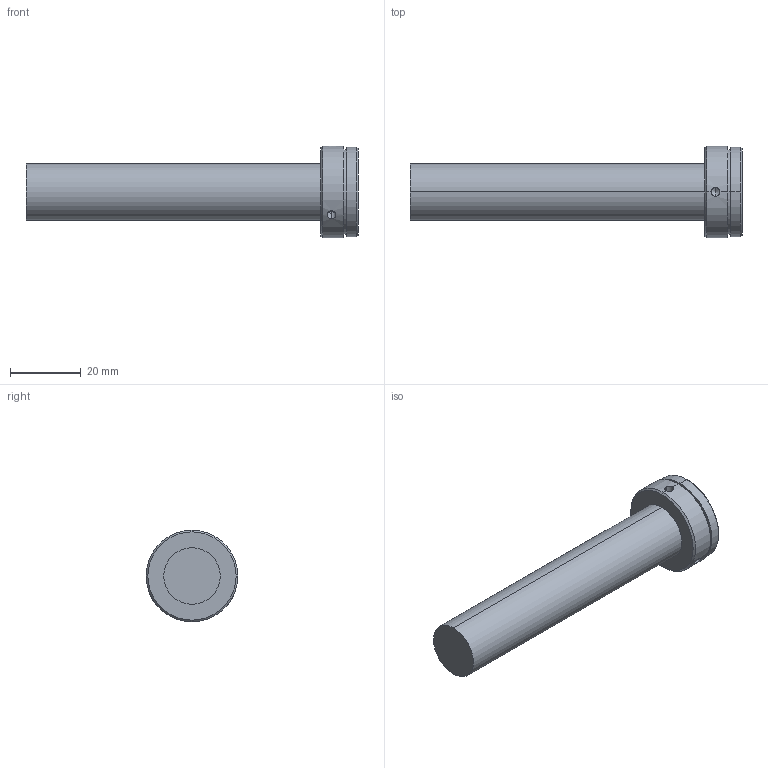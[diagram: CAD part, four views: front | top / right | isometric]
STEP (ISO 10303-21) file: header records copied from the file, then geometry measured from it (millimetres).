
FILE_DESCRIPTION (( 'STEP AP203' ), '1' );
FILE_NAME ('WWL10-150AT.STEP', '2019-12-03T06:32:45', ( 'Windows 蚚誧' ), ( '' ), 'SwSTEP 2.0', 'SolidWorks 2017', '' );
FILE_SCHEMA (( 'CONFIG_CONTROL_DESIGN' ));
Length unit declared in the file: millimetre
Products named in the file (1): WWL10-150AT
Bounding box: 94.1 x 26 x 26 mm (x, y, z)
Volume: 22175.6 mm3; surface area: 6243.8 mm2
Topology: 1 solids, 1 shells, 29 faces, 65 edges, 37 vertices
Faces by surface type: cylinder 14, cone 10, plane 5
Entity records: 928 total; most frequent: CARTESIAN_POINT 230, DIRECTION 137, ORIENTED_EDGE 118, EDGE_CURVE 59, AXIS2_PLACEMENT_3D 56, VERTEX_POINT 37, EDGE_LOOP 34, FACE_OUTER_BOUND 29
